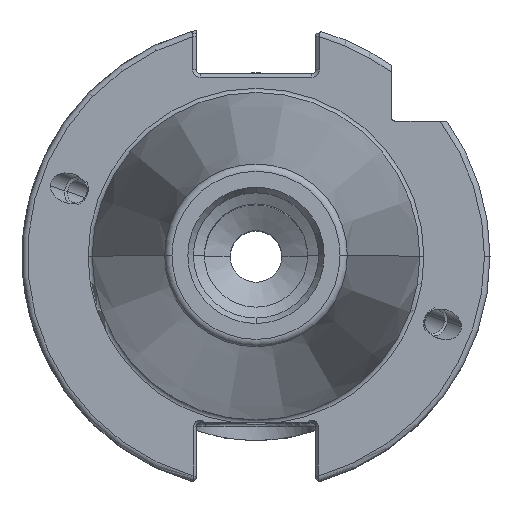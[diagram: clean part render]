
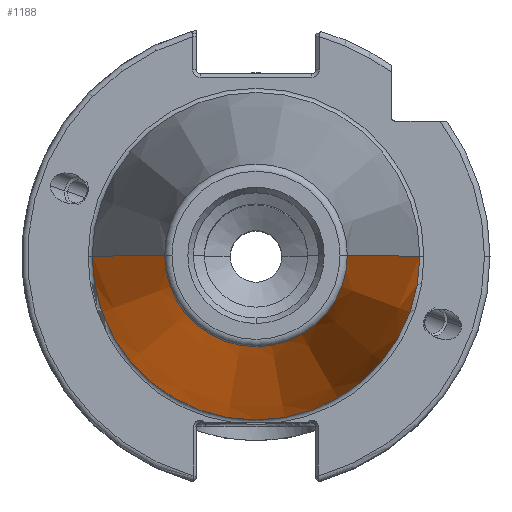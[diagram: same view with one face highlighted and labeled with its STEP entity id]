
A CAD part, top view. The second image highlights one B-rep face of the part: STEP entity #1188.
In plain terms, the highlighted conical face has half-angle 8.297 degrees and reference radius 12.397 mm.
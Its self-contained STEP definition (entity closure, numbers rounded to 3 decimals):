
#14 = VECTOR ( 'NONE', #4512, 1000. ) ;
#634 = VERTEX_POINT ( 'NONE', #8625 ) ;
#789 = CARTESIAN_POINT ( 'NONE',  ( 12.397, 0., 67.394 ) ) ;
#851 = EDGE_CURVE ( 'NONE', #634, #1452, #2170, .T. ) ;
#1188 = ADVANCED_FACE ( 'NONE', ( #6368 ), #9394, .T. ) ;
#1217 = ORIENTED_EDGE ( 'NONE', *, *, #2323, .F. ) ;
#1452 = VERTEX_POINT ( 'NONE', #789 ) ;
#1810 = LINE ( 'NONE', #4804, #14 ) ;
#2170 = CIRCLE ( 'NONE', #6654, 12.397 ) ;
#2283 = EDGE_CURVE ( 'NONE', #634, #6619, #1810, .T. ) ;
#2323 = EDGE_CURVE ( 'NONE', #1452, #8216, #5605, .T. ) ;
#2485 = CARTESIAN_POINT ( 'NONE',  ( 22.225, 0., 0. ) ) ;
#2799 = DIRECTION ( 'NONE',  ( 1., 0., 0. ) ) ;
#2816 = DIRECTION ( 'NONE',  ( 1., 0., 0. ) ) ;
#2871 = DIRECTION ( 'NONE',  ( 0., 0., 1. ) ) ;
#2994 = CARTESIAN_POINT ( 'NONE',  ( 0., 0., 0. ) ) ;
#3075 = DIRECTION ( 'NONE',  ( -1., 0., 0. ) ) ;
#3099 = CARTESIAN_POINT ( 'NONE',  ( 0., 0., 67.394 ) ) ;
#3271 = DIRECTION ( 'NONE',  ( 0., 0., -1. ) ) ;
#3280 = CARTESIAN_POINT ( 'NONE',  ( 0., 0., 67.394 ) ) ;
#4034 = VECTOR ( 'NONE', #4646, 1000. ) ;
#4512 = DIRECTION ( 'NONE',  ( -0.144, 0., -0.99 ) ) ;
#4646 = DIRECTION ( 'NONE',  ( 0.144, 0., -0.99 ) ) ;
#4658 = CARTESIAN_POINT ( 'NONE',  ( 12.397, 0., 67.394 ) ) ;
#4804 = CARTESIAN_POINT ( 'NONE',  ( -12.397, 0., 67.394 ) ) ;
#5605 = LINE ( 'NONE', #4658, #4034 ) ;
#5730 = CIRCLE ( 'NONE', #8274, 22.225 ) ;
#6242 = DIRECTION ( 'NONE',  ( 0., 0., 1. ) ) ;
#6267 = EDGE_LOOP ( 'NONE', ( #1217, #9413, #8944, #6982 ) ) ;
#6368 = FACE_OUTER_BOUND ( 'NONE', #6267, .T. ) ;
#6555 = CARTESIAN_POINT ( 'NONE',  ( -22.225, 0., 0. ) ) ;
#6619 = VERTEX_POINT ( 'NONE', #6555 ) ;
#6654 = AXIS2_PLACEMENT_3D ( 'NONE', #3099, #6242, #2816 ) ;
#6982 = ORIENTED_EDGE ( 'NONE', *, *, #7941, .T. ) ;
#7941 = EDGE_CURVE ( 'NONE', #6619, #8216, #5730, .T. ) ;
#8216 = VERTEX_POINT ( 'NONE', #2485 ) ;
#8274 = AXIS2_PLACEMENT_3D ( 'NONE', #2994, #2871, #2799 ) ;
#8438 = AXIS2_PLACEMENT_3D ( 'NONE', #3280, #3271, #3075 ) ;
#8625 = CARTESIAN_POINT ( 'NONE',  ( -12.397, 0., 67.394 ) ) ;
#8944 = ORIENTED_EDGE ( 'NONE', *, *, #2283, .T. ) ;
#9394 = CONICAL_SURFACE ( 'NONE', #8438, 12.397, 0.145 ) ;
#9413 = ORIENTED_EDGE ( 'NONE', *, *, #851, .F. ) ;
